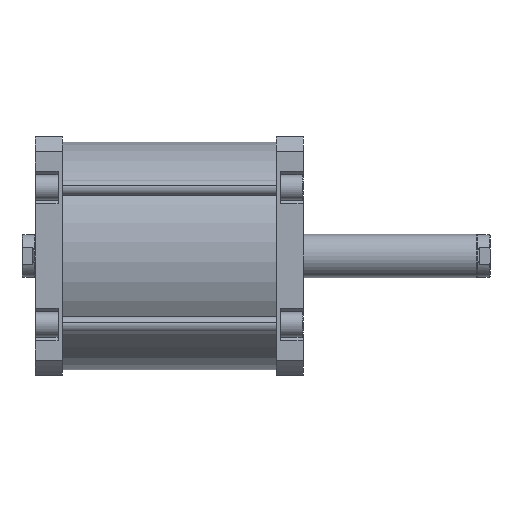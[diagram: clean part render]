
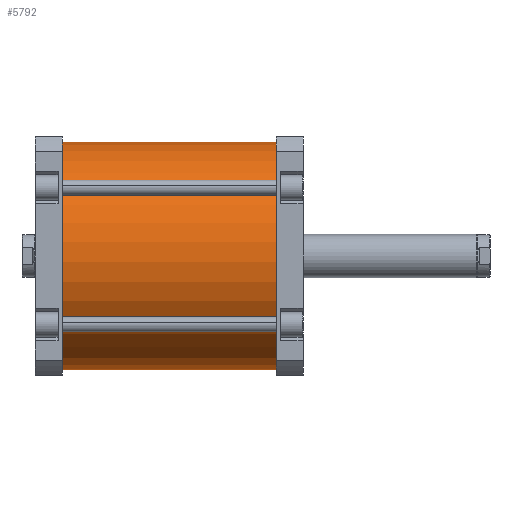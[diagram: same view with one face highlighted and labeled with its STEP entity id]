
A CAD part, front view. The second image highlights one B-rep face of the part: STEP entity #5792.
In plain terms, the highlighted cylindrical face has radius 105 mm (diameter 210 mm), a partial arc.
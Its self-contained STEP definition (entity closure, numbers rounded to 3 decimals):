
#692 = CARTESIAN_POINT ( 'NONE',  ( -105., 0., 197. ) ) ;
#693 = DIRECTION ( 'NONE',  ( 0., 0., -1. ) ) ;
#998 = CARTESIAN_POINT ( 'NONE',  ( 105., 0., 197. ) ) ;
#999 = DIRECTION ( 'NONE',  ( 0., 0., -1. ) ) ;
#1436 = VERTEX_POINT ( 'NONE', #4323 ) ;
#1437 = VERTEX_POINT ( 'NONE', #4324 ) ;
#1438 = VERTEX_POINT ( 'NONE', #4325 ) ;
#1439 = VERTEX_POINT ( 'NONE', #4326 ) ;
#1670 = EDGE_CURVE ( 'NONE', #1436, #1437, #3458, .T. ) ;
#1832 = ORIENTED_EDGE ( 'NONE', *, *, #1670, .T. ) ;
#1833 = ORIENTED_EDGE ( 'NONE', *, *, #5966, .T. ) ;
#1834 = ORIENTED_EDGE ( 'NONE', *, *, #5773, .F. ) ;
#1835 = ORIENTED_EDGE ( 'NONE', *, *, #6142, .F. ) ;
#2190 = EDGE_LOOP ( 'NONE', ( #1835, #1834, #1833, #1832 ) ) ;
#2652 = AXIS2_PLACEMENT_3D ( 'NONE', #4841, #4842, #4843 ) ;
#2663 = AXIS2_PLACEMENT_3D ( 'NONE', #4900, #4879, #4902 ) ;
#2686 = AXIS2_PLACEMENT_3D ( 'NONE', #4969, #4968, #4967 ) ;
#3458 = CIRCLE ( 'NONE', #2652, 105. ) ;
#3495 = CIRCLE ( 'NONE', #2663, 105. ) ;
#3530 = FACE_OUTER_BOUND ( 'NONE', #2190, .T. ) ;
#3531 = CYLINDRICAL_SURFACE ( 'NONE', #2686, 105. ) ;
#3946 = VECTOR ( 'NONE', #693, 1000. ) ;
#3950 = LINE ( 'NONE', #692, #3946 ) ;
#4323 = CARTESIAN_POINT ( 'NONE',  ( -105., 0., 0. ) ) ;
#4324 = CARTESIAN_POINT ( 'NONE',  ( 105., 0., 0. ) ) ;
#4325 = CARTESIAN_POINT ( 'NONE',  ( -105., 0., 197. ) ) ;
#4326 = CARTESIAN_POINT ( 'NONE',  ( 105., 0., 197. ) ) ;
#4841 = CARTESIAN_POINT ( 'NONE',  ( 0., 0., 0. ) ) ;
#4842 = DIRECTION ( 'NONE',  ( 0., 0., 1. ) ) ;
#4843 = DIRECTION ( 'NONE',  ( 1., 0., 0. ) ) ;
#4879 = DIRECTION ( 'NONE',  ( 0., 0., 1. ) ) ;
#4900 = CARTESIAN_POINT ( 'NONE',  ( 0., 0., 197. ) ) ;
#4902 = DIRECTION ( 'NONE',  ( 1., 0., 0. ) ) ;
#4967 = DIRECTION ( 'NONE',  ( -1., 0., 0. ) ) ;
#4968 = DIRECTION ( 'NONE',  ( 0., 0., -1. ) ) ;
#4969 = CARTESIAN_POINT ( 'NONE',  ( 0., 0., 197. ) ) ;
#5690 = LINE ( 'NONE', #998, #5691 ) ;
#5691 = VECTOR ( 'NONE', #999, 1000. ) ;
#5773 = EDGE_CURVE ( 'NONE', #1438, #1439, #3495, .T. ) ;
#5792 = ADVANCED_FACE ( 'NONE', ( #3530 ), #3531, .T. ) ;
#5966 = EDGE_CURVE ( 'NONE', #1438, #1436, #3950, .T. ) ;
#6142 = EDGE_CURVE ( 'NONE', #1439, #1437, #5690, .T. ) ;
